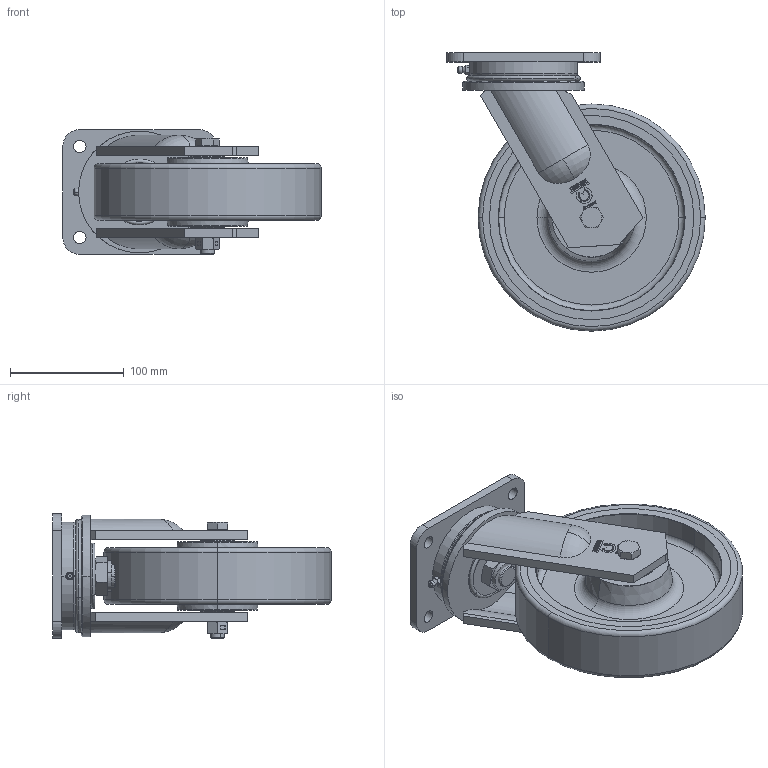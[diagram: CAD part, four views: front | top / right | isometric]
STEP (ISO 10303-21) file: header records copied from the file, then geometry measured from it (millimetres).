
FILE_DESCRIPTION (( 'STEP AP214' ), '1' );
FILE_NAME ('0010120_L-HB-PUZG-200-K-3.STEP', '2015-08-28T07:35:33', ( '' ), ( '' ), 'SwSTEP 2.0', 'SolidWorks 2014', '' );
FILE_SCHEMA (( 'AUTOMOTIVE_DESIGN' ));
Length unit declared in the file: millimetre
Products named in the file (2): 0010120_L-HB-PUZG-200-K-3
Bounding box: 227.5 x 245 x 110 mm (x, y, z)
Surface area: 323929.5 mm2 (no closed solid volume)
Topology: 0 solids, 20 shells, 842 faces, 2110 edges, 1360 vertices
Faces by surface type: plane 377, bspline 204, cylinder 115, cone 88, torus 56, sphere 2
Entity records: 38282 total; most frequent: CARTESIAN_POINT 10746, ORIENTED_EDGE 4178, DIRECTION 2932, EDGE_CURVE 2105, VERTEX_POINT 1359, AXIS2_PLACEMENT_3D 1073, EDGE_LOOP 944, B_SPLINE_CURVE_WITH_KNOTS 874
